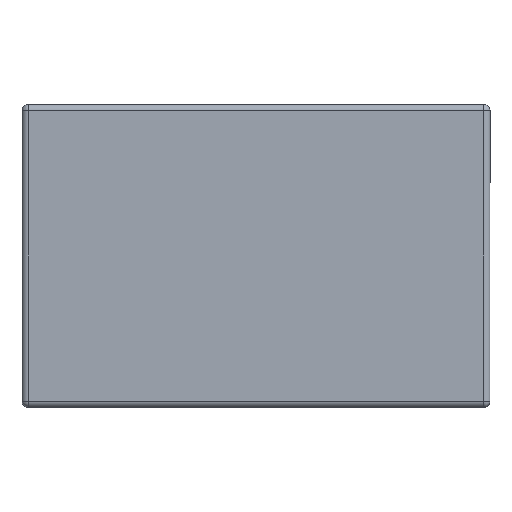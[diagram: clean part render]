
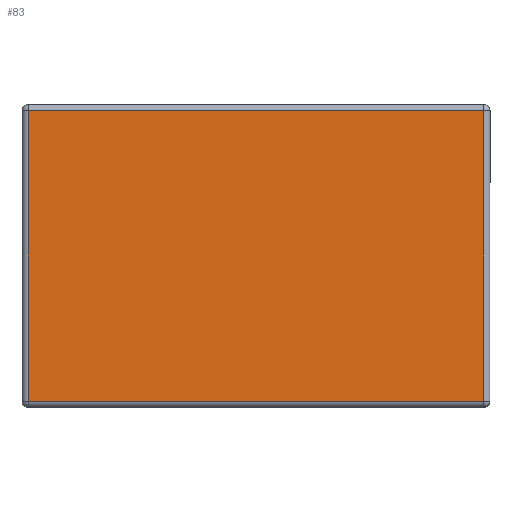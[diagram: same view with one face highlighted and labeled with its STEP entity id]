
A CAD part, front view. The second image highlights one B-rep face of the part: STEP entity #83.
In plain terms, the highlighted planar face has unit normal (0, -1, 0).
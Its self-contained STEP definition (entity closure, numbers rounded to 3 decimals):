
#12 = DIRECTION ( 'NONE',  ( 0., 0., -1. ) ) ;
#25 = CARTESIAN_POINT ( 'NONE',  ( 72.5, 0., 46.25 ) ) ;
#82 = VERTEX_POINT ( 'NONE', #1438 ) ;
#83 = ADVANCED_FACE ( 'NONE', ( #1419 ), #1204, .F. ) ;
#122 = EDGE_CURVE ( 'NONE', #82, #600, #966, .T. ) ;
#182 = DIRECTION ( 'NONE',  ( 0., 0., 1. ) ) ;
#239 = VERTEX_POINT ( 'NONE', #874 ) ;
#244 = CARTESIAN_POINT ( 'NONE',  ( 0., 0., 0. ) ) ;
#257 = VECTOR ( 'NONE', #1092, 1000. ) ;
#430 = LINE ( 'NONE', #1274, #905 ) ;
#471 = CARTESIAN_POINT ( 'NONE',  ( 0., 0., -46.25 ) ) ;
#537 = VERTEX_POINT ( 'NONE', #25 ) ;
#554 = ORIENTED_EDGE ( 'NONE', *, *, #122, .T. ) ;
#595 = CARTESIAN_POINT ( 'NONE',  ( -72.5, 0., 0. ) ) ;
#600 = VERTEX_POINT ( 'NONE', #1466 ) ;
#604 = LINE ( 'NONE', #471, #642 ) ;
#612 = CARTESIAN_POINT ( 'NONE',  ( 0., 0., 46.25 ) ) ;
#642 = VECTOR ( 'NONE', #1436, 1000. ) ;
#690 = EDGE_CURVE ( 'NONE', #239, #537, #430, .T. ) ;
#864 = AXIS2_PLACEMENT_3D ( 'NONE', #244, #1425, #1293 ) ;
#874 = CARTESIAN_POINT ( 'NONE',  ( 72.5, 0., -46.25 ) ) ;
#905 = VECTOR ( 'NONE', #182, 1000. ) ;
#940 = EDGE_CURVE ( 'NONE', #537, #82, #1086, .T. ) ;
#966 = LINE ( 'NONE', #595, #981 ) ;
#981 = VECTOR ( 'NONE', #12, 1000. ) ;
#991 = EDGE_CURVE ( 'NONE', #600, #239, #604, .T. ) ;
#1086 = LINE ( 'NONE', #612, #257 ) ;
#1092 = DIRECTION ( 'NONE',  ( -1., 0., 0. ) ) ;
#1184 = ORIENTED_EDGE ( 'NONE', *, *, #991, .T. ) ;
#1204 = PLANE ( 'NONE',  #864 ) ;
#1206 = ORIENTED_EDGE ( 'NONE', *, *, #690, .T. ) ;
#1274 = CARTESIAN_POINT ( 'NONE',  ( 72.5, 0., 0. ) ) ;
#1293 = DIRECTION ( 'NONE',  ( 0., 0., 1. ) ) ;
#1348 = EDGE_LOOP ( 'NONE', ( #1184, #1206, #1538, #554 ) ) ;
#1419 = FACE_OUTER_BOUND ( 'NONE', #1348, .T. ) ;
#1425 = DIRECTION ( 'NONE',  ( 0., 1., 0. ) ) ;
#1436 = DIRECTION ( 'NONE',  ( 1., 0., 0. ) ) ;
#1438 = CARTESIAN_POINT ( 'NONE',  ( -72.5, 0., 46.25 ) ) ;
#1466 = CARTESIAN_POINT ( 'NONE',  ( -72.5, 0., -46.25 ) ) ;
#1538 = ORIENTED_EDGE ( 'NONE', *, *, #940, .T. ) ;
